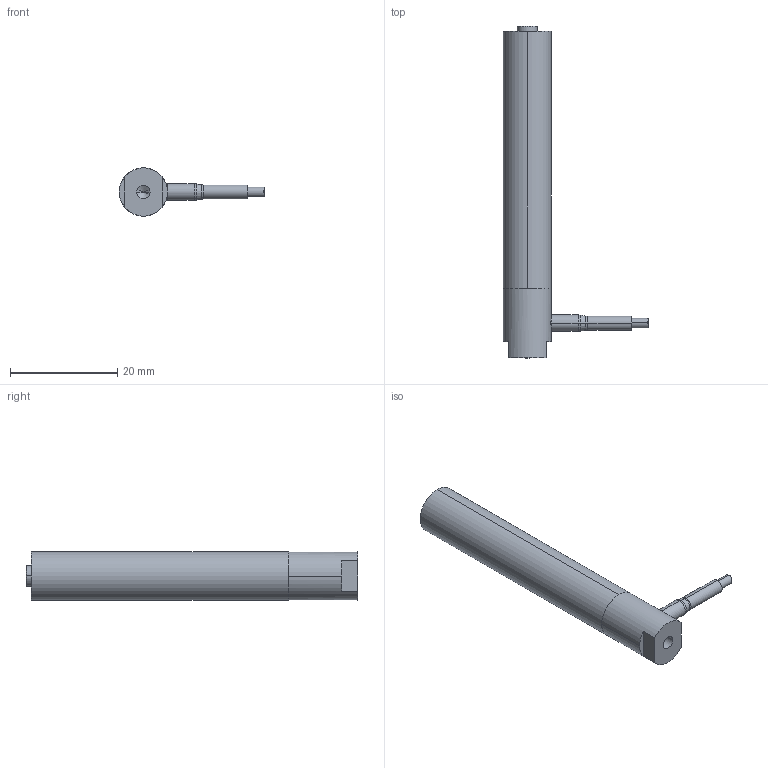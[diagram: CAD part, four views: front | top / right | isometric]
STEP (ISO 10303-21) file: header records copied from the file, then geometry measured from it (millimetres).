
FILE_DESCRIPTION (( 'STEP AP203' ), '1' );
FILE_NAME ('P-820.30_CUSTOMER MODELPRT.step', '2018-04-19T08:32:29', ( 'test' ), ( '' ), 'SwSTEP 2.0', 'SolidWorks 2016', '' );
FILE_SCHEMA (( 'CONFIG_CONTROL_DESIGN' ));
Length unit declared in the file: millimetre
Products named in the file (1): P-820.30_CUSTOMER MODELPRT
Bounding box: 27.18 x 62 x 9 mm (x, y, z)
Volume: 1757.4 mm3; surface area: 3902.6 mm2
Topology: 6 solids, 6 shells, 75 faces, 152 edges, 93 vertices
Faces by surface type: cylinder 36, plane 21, cone 8, torus 8, bspline 2
Entity records: 2149 total; most frequent: CARTESIAN_POINT 443, DIRECTION 381, ORIENTED_EDGE 300, AXIS2_PLACEMENT_3D 164, EDGE_CURVE 150, VERTEX_POINT 93, CIRCLE 90, EDGE_LOOP 87
